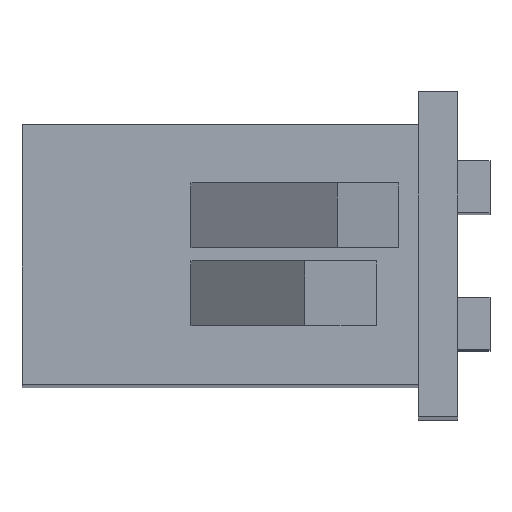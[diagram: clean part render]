
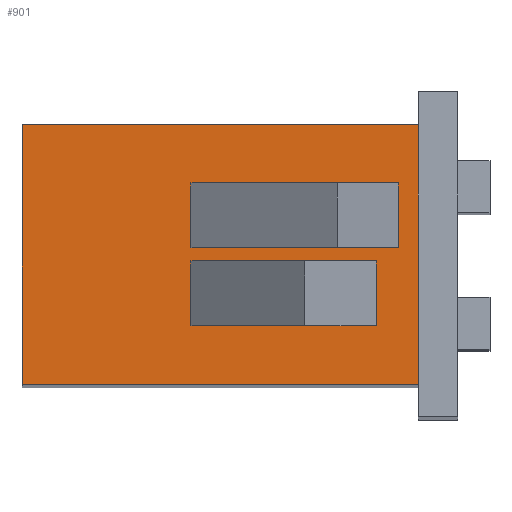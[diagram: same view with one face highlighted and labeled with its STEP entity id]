
A CAD part, top view. The second image highlights one B-rep face of the part: STEP entity #901.
In plain terms, the highlighted planar face has unit normal (0, 0, 1).
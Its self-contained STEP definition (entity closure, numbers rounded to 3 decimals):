
#2 = CARTESIAN_POINT ( 'NONE',  ( -2.5, -2.2, 27.25 ) ) ;
#49 = VECTOR ( 'NONE', #1254, 1000. ) ;
#62 = LINE ( 'NONE', #484, #193 ) ;
#67 = CARTESIAN_POINT ( 'NONE',  ( -8.2, 2.2, 27.25 ) ) ;
#92 = VECTOR ( 'NONE', #1264, 1000. ) ;
#93 = LINE ( 'NONE', #2, #1247 ) ;
#105 = ORIENTED_EDGE ( 'NONE', *, *, #1101, .T. ) ;
#124 = DIRECTION ( 'NONE',  ( 0., 0., -1. ) ) ;
#145 = FACE_BOUND ( 'NONE', #1352, .T. ) ;
#151 = ORIENTED_EDGE ( 'NONE', *, *, #407, .F. ) ;
#160 = CARTESIAN_POINT ( 'NONE',  ( -2.5, -0.2, 27.25 ) ) ;
#183 = CARTESIAN_POINT ( 'NONE',  ( -2.5, -2.2, 27.25 ) ) ;
#184 = CARTESIAN_POINT ( 'NONE',  ( -13.4, 4., 27.25 ) ) ;
#193 = VECTOR ( 'NONE', #1224, 1000. ) ;
#287 = CARTESIAN_POINT ( 'NONE',  ( -13.4, -4., 27.25 ) ) ;
#288 = VERTEX_POINT ( 'NONE', #1337 ) ;
#294 = EDGE_CURVE ( 'NONE', #1163, #833, #62, .T. ) ;
#297 = CARTESIAN_POINT ( 'NONE',  ( -1.83, 2.2, 27.25 ) ) ;
#302 = EDGE_CURVE ( 'NONE', #719, #408, #818, .T. ) ;
#307 = CARTESIAN_POINT ( 'NONE',  ( -1.83, 2.2, 27.25 ) ) ;
#309 = VERTEX_POINT ( 'NONE', #287 ) ;
#330 = CARTESIAN_POINT ( 'NONE',  ( -8.2, -2.2, 27.25 ) ) ;
#346 = DIRECTION ( 'NONE',  ( 0., 1., 0. ) ) ;
#358 = CARTESIAN_POINT ( 'NONE',  ( -1.2, 4., 27.25 ) ) ;
#359 = DIRECTION ( 'NONE',  ( -1., 0., 0. ) ) ;
#387 = ORIENTED_EDGE ( 'NONE', *, *, #656, .T. ) ;
#407 = EDGE_CURVE ( 'NONE', #309, #288, #998, .T. ) ;
#408 = VERTEX_POINT ( 'NONE', #681 ) ;
#414 = CARTESIAN_POINT ( 'NONE',  ( -8.2, -2.2, 27.25 ) ) ;
#421 = LINE ( 'NONE', #414, #1034 ) ;
#424 = EDGE_CURVE ( 'NONE', #780, #408, #566, .T. ) ;
#436 = VERTEX_POINT ( 'NONE', #160 ) ;
#466 = FACE_BOUND ( 'NONE', #561, .T. ) ;
#475 = VECTOR ( 'NONE', #748, 1000. ) ;
#484 = CARTESIAN_POINT ( 'NONE',  ( -1.2, 4., 27.25 ) ) ;
#486 = VERTEX_POINT ( 'NONE', #307 ) ;
#492 = EDGE_CURVE ( 'NONE', #288, #833, #1241, .T. ) ;
#538 = CARTESIAN_POINT ( 'NONE',  ( -13.4, -4., 27.25 ) ) ;
#561 = EDGE_LOOP ( 'NONE', ( #837, #105, #937, #1236 ) ) ;
#566 = LINE ( 'NONE', #1317, #1141 ) ;
#612 = LINE ( 'NONE', #538, #49 ) ;
#618 = CARTESIAN_POINT ( 'NONE',  ( -1.2, -4., 27.25 ) ) ;
#629 = EDGE_LOOP ( 'NONE', ( #728, #1245, #151, #1187 ) ) ;
#656 = EDGE_CURVE ( 'NONE', #1037, #1345, #421, .T. ) ;
#673 = FACE_OUTER_BOUND ( 'NONE', #629, .T. ) ;
#681 = CARTESIAN_POINT ( 'NONE',  ( -8.2, 0.2, 27.25 ) ) ;
#710 = DIRECTION ( 'NONE',  ( 1., 0., 0. ) ) ;
#715 = DIRECTION ( 'NONE',  ( 0., -1., 0. ) ) ;
#719 = VERTEX_POINT ( 'NONE', #848 ) ;
#724 = LINE ( 'NONE', #736, #92 ) ;
#728 = ORIENTED_EDGE ( 'NONE', *, *, #294, .T. ) ;
#736 = CARTESIAN_POINT ( 'NONE',  ( -8.2, 2.2, 27.25 ) ) ;
#748 = DIRECTION ( 'NONE',  ( 1., 0., 0. ) ) ;
#752 = CARTESIAN_POINT ( 'NONE',  ( -8.2, -0.2, 27.25 ) ) ;
#773 = AXIS2_PLACEMENT_3D ( 'NONE', #996, #124, #1180 ) ;
#775 = ORIENTED_EDGE ( 'NONE', *, *, #1213, .F. ) ;
#780 = VERTEX_POINT ( 'NONE', #1188 ) ;
#785 = EDGE_CURVE ( 'NONE', #1037, #1089, #1086, .T. ) ;
#818 = LINE ( 'NONE', #67, #1210 ) ;
#833 = VERTEX_POINT ( 'NONE', #358 ) ;
#834 = LINE ( 'NONE', #1276, #1182 ) ;
#837 = ORIENTED_EDGE ( 'NONE', *, *, #1190, .F. ) ;
#848 = CARTESIAN_POINT ( 'NONE',  ( -8.2, 2.2, 27.25 ) ) ;
#901 = ADVANCED_FACE ( 'NONE', ( #145, #673, #466 ), #1096, .F. ) ;
#906 = CARTESIAN_POINT ( 'NONE',  ( -8.2, -2.2, 27.25 ) ) ;
#935 = VECTOR ( 'NONE', #715, 1000. ) ;
#937 = ORIENTED_EDGE ( 'NONE', *, *, #424, .T. ) ;
#996 = CARTESIAN_POINT ( 'NONE',  ( -13.4, 4., 27.25 ) ) ;
#998 = LINE ( 'NONE', #1302, #1324 ) ;
#1034 = VECTOR ( 'NONE', #1266, 1000. ) ;
#1037 = VERTEX_POINT ( 'NONE', #906 ) ;
#1039 = LINE ( 'NONE', #297, #935 ) ;
#1086 = LINE ( 'NONE', #330, #475 ) ;
#1089 = VERTEX_POINT ( 'NONE', #183 ) ;
#1096 = PLANE ( 'NONE',  #773 ) ;
#1101 = EDGE_CURVE ( 'NONE', #486, #780, #1039, .T. ) ;
#1126 = ORIENTED_EDGE ( 'NONE', *, *, #785, .F. ) ;
#1141 = VECTOR ( 'NONE', #359, 1000. ) ;
#1163 = VERTEX_POINT ( 'NONE', #618 ) ;
#1165 = EDGE_CURVE ( 'NONE', #1345, #436, #834, .T. ) ;
#1166 = DIRECTION ( 'NONE',  ( 0., 1., 0. ) ) ;
#1180 = DIRECTION ( 'NONE',  ( -1., 0., 0. ) ) ;
#1182 = VECTOR ( 'NONE', #1379, 1000. ) ;
#1187 = ORIENTED_EDGE ( 'NONE', *, *, #1233, .T. ) ;
#1188 = CARTESIAN_POINT ( 'NONE',  ( -1.83, 0.2, 27.25 ) ) ;
#1190 = EDGE_CURVE ( 'NONE', #486, #719, #724, .T. ) ;
#1210 = VECTOR ( 'NONE', #1234, 1000. ) ;
#1213 = EDGE_CURVE ( 'NONE', #1089, #436, #93, .T. ) ;
#1224 = DIRECTION ( 'NONE',  ( 0., 1., 0. ) ) ;
#1227 = VECTOR ( 'NONE', #710, 1000. ) ;
#1233 = EDGE_CURVE ( 'NONE', #309, #1163, #612, .T. ) ;
#1234 = DIRECTION ( 'NONE',  ( 0., -1., 0. ) ) ;
#1236 = ORIENTED_EDGE ( 'NONE', *, *, #302, .F. ) ;
#1241 = LINE ( 'NONE', #184, #1227 ) ;
#1245 = ORIENTED_EDGE ( 'NONE', *, *, #492, .F. ) ;
#1247 = VECTOR ( 'NONE', #1166, 1000. ) ;
#1254 = DIRECTION ( 'NONE',  ( 1., 0., 0. ) ) ;
#1264 = DIRECTION ( 'NONE',  ( -1., 0., 0. ) ) ;
#1266 = DIRECTION ( 'NONE',  ( 0., 1., 0. ) ) ;
#1276 = CARTESIAN_POINT ( 'NONE',  ( -8.2, -0.2, 27.25 ) ) ;
#1302 = CARTESIAN_POINT ( 'NONE',  ( -13.4, 4., 27.25 ) ) ;
#1317 = CARTESIAN_POINT ( 'NONE',  ( -8.2, 0.2, 27.25 ) ) ;
#1324 = VECTOR ( 'NONE', #346, 1000. ) ;
#1337 = CARTESIAN_POINT ( 'NONE',  ( -13.4, 4., 27.25 ) ) ;
#1340 = ORIENTED_EDGE ( 'NONE', *, *, #1165, .T. ) ;
#1345 = VERTEX_POINT ( 'NONE', #752 ) ;
#1352 = EDGE_LOOP ( 'NONE', ( #775, #1126, #387, #1340 ) ) ;
#1379 = DIRECTION ( 'NONE',  ( 1., 0., 0. ) ) ;
